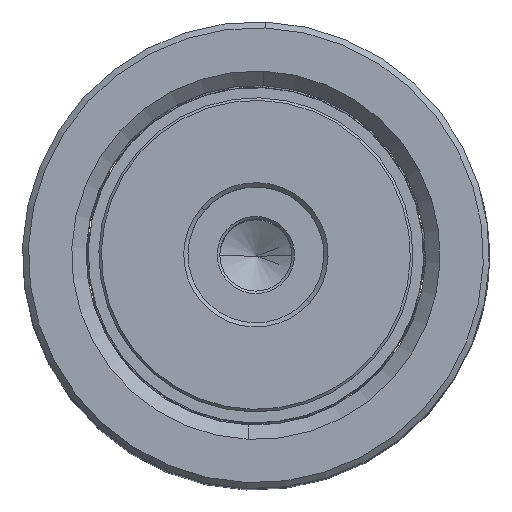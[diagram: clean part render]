
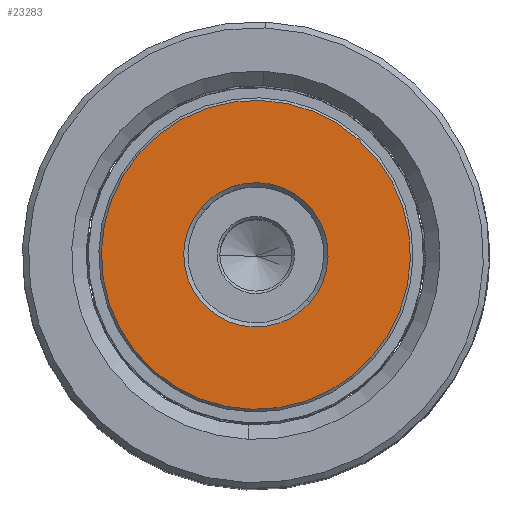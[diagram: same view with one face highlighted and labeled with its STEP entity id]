
A CAD part, top view. The second image highlights one B-rep face of the part: STEP entity #23283.
In plain terms, the highlighted face is planar.
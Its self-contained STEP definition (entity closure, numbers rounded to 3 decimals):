
#902 = DIRECTION ( 'NONE',  ( 0., 0., -1. ) ) ;
#3243 = CARTESIAN_POINT ( 'NONE',  ( 0., 0., 0. ) ) ;
#3282 = DIRECTION ( 'NONE',  ( 0., 0., 1. ) ) ;
#3746 = ORIENTED_EDGE ( 'NONE', *, *, #6356, .T. ) ;
#5843 = CIRCLE ( 'NONE', #24387, 8.5 ) ;
#6224 = EDGE_LOOP ( 'NONE', ( #3746, #24813 ) ) ;
#6356 = EDGE_CURVE ( 'NONE', #44172, #29604, #5843, .T. ) ;
#6949 = DIRECTION ( 'NONE',  ( 1., 0., 0. ) ) ;
#8031 = DIRECTION ( 'NONE',  ( 1., 0., 0. ) ) ;
#8557 = CARTESIAN_POINT ( 'NONE',  ( -8.5, 0., 0. ) ) ;
#8971 = EDGE_CURVE ( 'NONE', #30105, #23506, #35781, .T. ) ;
#11412 = DIRECTION ( 'NONE',  ( 0., 0., 1. ) ) ;
#11852 = CIRCLE ( 'NONE', #41675, 18.2 ) ;
#13038 = ORIENTED_EDGE ( 'NONE', *, *, #27793, .T. ) ;
#13922 = PLANE ( 'NONE',  #38833 ) ;
#17367 = CIRCLE ( 'NONE', #23356, 8.5 ) ;
#17925 = DIRECTION ( 'NONE',  ( 0., 0., 1. ) ) ;
#20217 = CARTESIAN_POINT ( 'NONE',  ( 18.2, 0., 0. ) ) ;
#20484 = FACE_BOUND ( 'NONE', #6224, .T. ) ;
#22305 = DIRECTION ( 'NONE',  ( 1., 0., 0. ) ) ;
#22382 = CARTESIAN_POINT ( 'NONE',  ( 0., 0., 0. ) ) ;
#22976 = AXIS2_PLACEMENT_3D ( 'NONE', #22382, #902, #8031 ) ;
#23283 = ADVANCED_FACE ( 'NONE', ( #39728, #20484 ), #13922, .F. ) ;
#23356 = AXIS2_PLACEMENT_3D ( 'NONE', #25210, #3282, #6949 ) ;
#23506 = VERTEX_POINT ( 'NONE', #20217 ) ;
#24387 = AXIS2_PLACEMENT_3D ( 'NONE', #3243, #17925, #28467 ) ;
#24813 = ORIENTED_EDGE ( 'NONE', *, *, #39682, .T. ) ;
#25210 = CARTESIAN_POINT ( 'NONE',  ( 0., 0., 0. ) ) ;
#26788 = ORIENTED_EDGE ( 'NONE', *, *, #8971, .T. ) ;
#27793 = EDGE_CURVE ( 'NONE', #23506, #30105, #11852, .T. ) ;
#28467 = DIRECTION ( 'NONE',  ( 1., 0., 0. ) ) ;
#29604 = VERTEX_POINT ( 'NONE', #35390 ) ;
#30105 = VERTEX_POINT ( 'NONE', #42422 ) ;
#32082 = CARTESIAN_POINT ( 'NONE',  ( 0., 0., 0. ) ) ;
#32659 = DIRECTION ( 'NONE',  ( 0., 0., -1. ) ) ;
#35390 = CARTESIAN_POINT ( 'NONE',  ( 8.5, 0., 0. ) ) ;
#35781 = CIRCLE ( 'NONE', #22976, 18.2 ) ;
#38833 = AXIS2_PLACEMENT_3D ( 'NONE', #32082, #11412, #22305 ) ;
#39682 = EDGE_CURVE ( 'NONE', #29604, #44172, #17367, .T. ) ;
#39728 = FACE_OUTER_BOUND ( 'NONE', #43057, .T. ) ;
#39761 = CARTESIAN_POINT ( 'NONE',  ( 0., 0., 0. ) ) ;
#41675 = AXIS2_PLACEMENT_3D ( 'NONE', #39761, #32659, #46535 ) ;
#42422 = CARTESIAN_POINT ( 'NONE',  ( -18.2, 0., 0. ) ) ;
#43057 = EDGE_LOOP ( 'NONE', ( #13038, #26788 ) ) ;
#44172 = VERTEX_POINT ( 'NONE', #8557 ) ;
#46535 = DIRECTION ( 'NONE',  ( 1., 0., 0. ) ) ;
